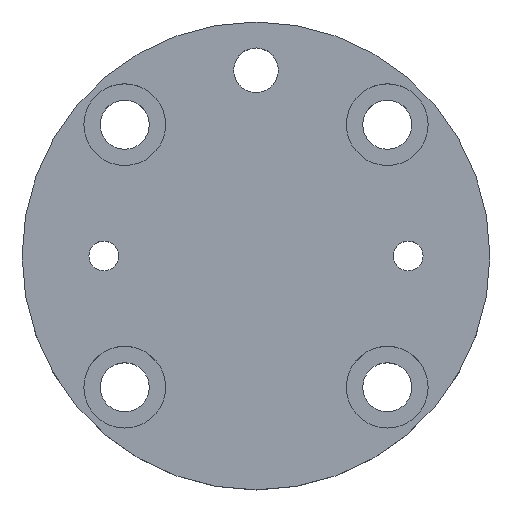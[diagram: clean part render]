
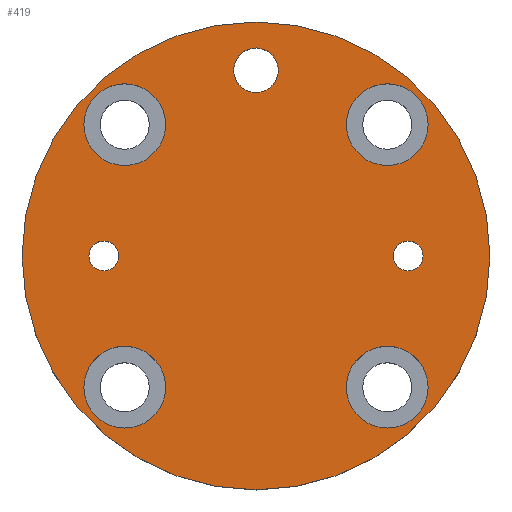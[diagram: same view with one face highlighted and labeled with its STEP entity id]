
A CAD part, top view. The second image highlights one B-rep face of the part: STEP entity #419.
In plain terms, the highlighted planar face has unit normal (0, 0, 1).
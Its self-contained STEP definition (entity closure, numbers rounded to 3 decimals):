
#20=PLANE('',#450);
#32=ORIENTED_EDGE('',*,*,#84,.F.);
#33=ORIENTED_EDGE('',*,*,#85,.F.);
#34=ORIENTED_EDGE('',*,*,#86,.F.);
#35=ORIENTED_EDGE('',*,*,#87,.T.);
#36=ORIENTED_EDGE('',*,*,#88,.T.);
#37=ORIENTED_EDGE('',*,*,#89,.T.);
#38=ORIENTED_EDGE('',*,*,#90,.T.);
#39=ORIENTED_EDGE('',*,*,#82,.F.);
#82=EDGE_CURVE('',#108,#108,#134,.T.);
#84=EDGE_CURVE('',#110,#110,#136,.T.);
#85=EDGE_CURVE('',#111,#111,#137,.T.);
#86=EDGE_CURVE('',#112,#112,#138,.T.);
#87=EDGE_CURVE('',#113,#113,#139,.T.);
#88=EDGE_CURVE('',#114,#114,#140,.T.);
#89=EDGE_CURVE('',#115,#115,#141,.T.);
#90=EDGE_CURVE('',#116,#116,#142,.T.);
#108=VERTEX_POINT('',#594);
#110=VERTEX_POINT('',#599);
#111=VERTEX_POINT('',#601);
#112=VERTEX_POINT('',#603);
#113=VERTEX_POINT('',#605);
#114=VERTEX_POINT('',#607);
#115=VERTEX_POINT('',#609);
#116=VERTEX_POINT('',#611);
#134=CIRCLE('',#448,31.5);
#136=CIRCLE('',#451,2.);
#137=CIRCLE('',#452,2.);
#138=CIRCLE('',#453,3.);
#139=CIRCLE('',#454,5.5);
#140=CIRCLE('',#455,5.5);
#141=CIRCLE('',#456,5.5);
#142=CIRCLE('',#457,5.5);
#162=EDGE_LOOP('',(#32));
#163=EDGE_LOOP('',(#33));
#164=EDGE_LOOP('',(#34));
#165=EDGE_LOOP('',(#35));
#166=EDGE_LOOP('',(#36));
#167=EDGE_LOOP('',(#37));
#168=EDGE_LOOP('',(#38));
#169=EDGE_LOOP('',(#39));
#214=FACE_BOUND('',#162,.T.);
#215=FACE_BOUND('',#163,.T.);
#216=FACE_BOUND('',#164,.T.);
#217=FACE_BOUND('',#165,.T.);
#218=FACE_BOUND('',#166,.T.);
#219=FACE_BOUND('',#167,.T.);
#220=FACE_BOUND('',#168,.T.);
#221=FACE_BOUND('',#169,.T.);
#419=ADVANCED_FACE('',(#214,#215,#216,#217,#218,#219,#220,#221),#20,.F.);
#448=AXIS2_PLACEMENT_3D('',#593,#503,#504);
#450=AXIS2_PLACEMENT_3D('',#597,#507,#508);
#451=AXIS2_PLACEMENT_3D('',#598,#509,#510);
#452=AXIS2_PLACEMENT_3D('',#600,#511,#512);
#453=AXIS2_PLACEMENT_3D('',#602,#513,#514);
#454=AXIS2_PLACEMENT_3D('',#604,#515,#516);
#455=AXIS2_PLACEMENT_3D('',#606,#517,#518);
#456=AXIS2_PLACEMENT_3D('',#608,#519,#520);
#457=AXIS2_PLACEMENT_3D('',#610,#521,#522);
#503=DIRECTION('',(0.,0.,-1.));
#504=DIRECTION('',(1.,0.,0.));
#507=DIRECTION('',(0.,0.,-1.));
#508=DIRECTION('',(-1.,0.,0.));
#509=DIRECTION('',(0.,0.,1.));
#510=DIRECTION('',(1.,0.,0.));
#511=DIRECTION('',(0.,0.,1.));
#512=DIRECTION('',(1.,0.,0.));
#513=DIRECTION('',(0.,0.,1.));
#514=DIRECTION('',(1.,0.,0.));
#515=DIRECTION('',(0.,0.,-1.));
#516=DIRECTION('',(0.,-1.,0.));
#517=DIRECTION('',(0.,0.,-1.));
#518=DIRECTION('',(0.,-1.,0.));
#519=DIRECTION('',(0.,0.,-1.));
#520=DIRECTION('',(0.,-1.,0.));
#521=DIRECTION('',(0.,0.,-1.));
#522=DIRECTION('',(0.,-1.,0.));
#593=CARTESIAN_POINT('',(0.,0.,10.));
#594=CARTESIAN_POINT('',(31.5,0.,10.));
#597=CARTESIAN_POINT('',(0.,0.,10.));
#598=CARTESIAN_POINT('',(20.5,0.,10.));
#599=CARTESIAN_POINT('',(22.5,0.,10.));
#600=CARTESIAN_POINT('',(-20.5,0.,10.));
#601=CARTESIAN_POINT('',(-18.5,0.,10.));
#602=CARTESIAN_POINT('',(0.,25.,10.));
#603=CARTESIAN_POINT('',(3.,25.,10.));
#604=CARTESIAN_POINT('',(17.678,-17.678,10.));
#605=CARTESIAN_POINT('',(17.678,-23.178,10.));
#606=CARTESIAN_POINT('',(-17.678,-17.678,10.));
#607=CARTESIAN_POINT('',(-17.678,-23.178,10.));
#608=CARTESIAN_POINT('',(17.678,17.678,10.));
#609=CARTESIAN_POINT('',(17.678,12.178,10.));
#610=CARTESIAN_POINT('',(-17.678,17.678,10.));
#611=CARTESIAN_POINT('',(-17.678,12.178,10.));
